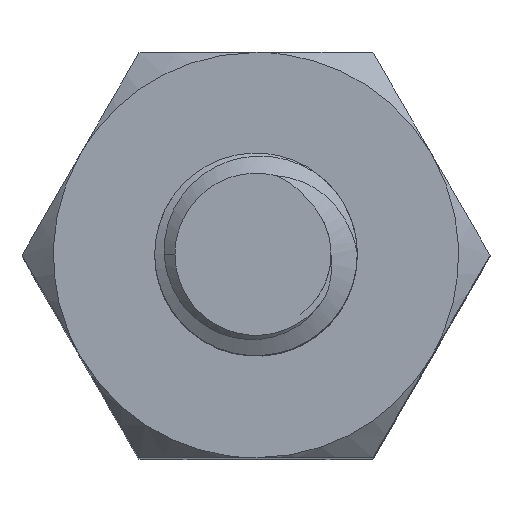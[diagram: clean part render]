
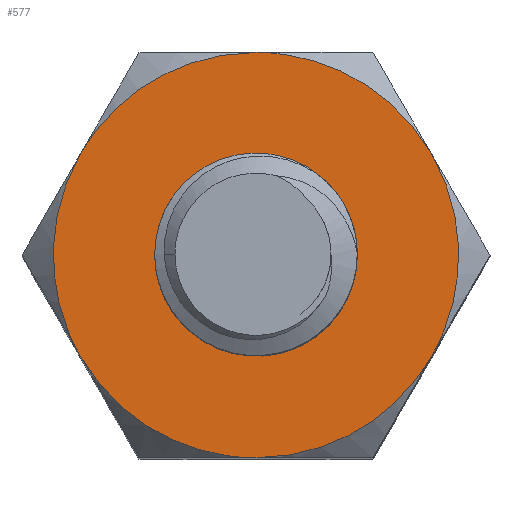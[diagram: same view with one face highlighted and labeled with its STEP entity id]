
A CAD part, top view. The second image highlights one B-rep face of the part: STEP entity #577.
In plain terms, the highlighted planar face has unit normal (0, 0, 1).
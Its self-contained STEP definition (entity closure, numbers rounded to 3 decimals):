
#11=FACE_BOUND('',#900,.T.);
#14=(
BOUNDED_CURVE()
B_SPLINE_CURVE(2,(#9419,#9420,#9421,#9422,#9423),.UNSPECIFIED.,.F.,.F.)
B_SPLINE_CURVE_WITH_KNOTS((3,2,3),(2.67,4.006,5.341),
 .UNSPECIFIED.)
CURVE()
GEOMETRIC_REPRESENTATION_ITEM()
RATIONAL_B_SPLINE_CURVE((1.,0.707,1.,0.707,1.))
REPRESENTATION_ITEM('')
);
#23=(
BOUNDED_CURVE()
B_SPLINE_CURVE(2,(#9516,#9517,#9518),.UNSPECIFIED.,.F.,.F.)
B_SPLINE_CURVE_WITH_KNOTS((3,3),(-2.094,0.),.UNSPECIFIED.)
CURVE()
GEOMETRIC_REPRESENTATION_ITEM()
RATIONAL_B_SPLINE_CURVE((1.,0.866,1.))
REPRESENTATION_ITEM('')
);
#24=(
BOUNDED_CURVE()
B_SPLINE_CURVE(2,(#9519,#9520,#9521),.UNSPECIFIED.,.F.,.F.)
B_SPLINE_CURVE_WITH_KNOTS((3,3),(-2.094,0.),.UNSPECIFIED.)
CURVE()
GEOMETRIC_REPRESENTATION_ITEM()
RATIONAL_B_SPLINE_CURVE((1.,0.866,1.))
REPRESENTATION_ITEM('')
);
#25=(
BOUNDED_CURVE()
B_SPLINE_CURVE(2,(#9522,#9523,#9524),.UNSPECIFIED.,.F.,.F.)
B_SPLINE_CURVE_WITH_KNOTS((3,3),(0.,2.094),.UNSPECIFIED.)
CURVE()
GEOMETRIC_REPRESENTATION_ITEM()
RATIONAL_B_SPLINE_CURVE((1.,0.866,1.))
REPRESENTATION_ITEM('')
);
#26=(
BOUNDED_CURVE()
B_SPLINE_CURVE(2,(#9525,#9526,#9527),.UNSPECIFIED.,.F.,.F.)
B_SPLINE_CURVE_WITH_KNOTS((3,3),(-2.094,0.),.UNSPECIFIED.)
CURVE()
GEOMETRIC_REPRESENTATION_ITEM()
RATIONAL_B_SPLINE_CURVE((1.,0.866,1.))
REPRESENTATION_ITEM('')
);
#27=(
BOUNDED_CURVE()
B_SPLINE_CURVE(2,(#9528,#9529,#9530,#9531,#9532),.UNSPECIFIED.,.F.,.F.)
B_SPLINE_CURVE_WITH_KNOTS((3,2,3),(0.,1.335,2.67),
 .UNSPECIFIED.)
CURVE()
GEOMETRIC_REPRESENTATION_ITEM()
RATIONAL_B_SPLINE_CURVE((1.,0.707,1.,0.707,1.))
REPRESENTATION_ITEM('')
);
#39=(
BOUNDED_CURVE()
B_SPLINE_CURVE(2,(#9787,#9788,#9789),.UNSPECIFIED.,.F.,.F.)
B_SPLINE_CURVE_WITH_KNOTS((3,3),(-2.094,0.),.UNSPECIFIED.)
CURVE()
GEOMETRIC_REPRESENTATION_ITEM()
RATIONAL_B_SPLINE_CURVE((1.,0.866,1.))
REPRESENTATION_ITEM('')
);
#40=(
BOUNDED_CURVE()
B_SPLINE_CURVE(2,(#9790,#9791,#9792),.UNSPECIFIED.,.F.,.F.)
B_SPLINE_CURVE_WITH_KNOTS((3,3),(-2.094,0.),.UNSPECIFIED.)
CURVE()
GEOMETRIC_REPRESENTATION_ITEM()
RATIONAL_B_SPLINE_CURVE((1.,0.866,1.))
REPRESENTATION_ITEM('')
);
#577=ADVANCED_FACE('',(#738,#11),#2832,.T.);
#738=FACE_OUTER_BOUND('',#899,.T.);
#899=EDGE_LOOP('',(#1100,#1101,#1102,#1103,#1104,#1105));
#900=EDGE_LOOP('',(#1106,#1107));
#1100=ORIENTED_EDGE('',*,*,#2002,.T.);
#1101=ORIENTED_EDGE('',*,*,#2003,.T.);
#1102=ORIENTED_EDGE('',*,*,#2004,.F.);
#1103=ORIENTED_EDGE('',*,*,#2050,.T.);
#1104=ORIENTED_EDGE('',*,*,#2051,.T.);
#1105=ORIENTED_EDGE('',*,*,#2005,.T.);
#1106=ORIENTED_EDGE('',*,*,#2006,.F.);
#1107=ORIENTED_EDGE('',*,*,#1983,.F.);
#1983=EDGE_CURVE('',#2541,#2540,#14,.T.);
#2002=EDGE_CURVE('',#2554,#2555,#23,.T.);
#2003=EDGE_CURVE('',#2555,#2531,#24,.T.);
#2004=EDGE_CURVE('',#2533,#2531,#25,.T.);
#2005=EDGE_CURVE('',#2534,#2554,#26,.T.);
#2006=EDGE_CURVE('',#2540,#2541,#27,.T.);
#2050=EDGE_CURVE('',#2533,#2548,#39,.T.);
#2051=EDGE_CURVE('',#2548,#2534,#40,.T.);
#2531=VERTEX_POINT('',#9090);
#2533=VERTEX_POINT('',#9092);
#2534=VERTEX_POINT('',#9093);
#2540=VERTEX_POINT('',#9099);
#2541=VERTEX_POINT('',#9100);
#2548=VERTEX_POINT('',#9107);
#2554=VERTEX_POINT('',#9113);
#2555=VERTEX_POINT('',#9114);
#2832=PLANE('',#2863);
#2863=AXIS2_PLACEMENT_3D('',#3135,#2877,$);
#2877=DIRECTION('',(0.,0.,1.));
#3135=CARTESIAN_POINT('',(-2.783,-2.412,10.));
#9090=CARTESIAN_POINT('',(1.732,-1.,10.));
#9092=CARTESIAN_POINT('',(1.732,1.,10.));
#9093=CARTESIAN_POINT('',(-1.732,1.,10.));
#9099=CARTESIAN_POINT('',(0.85,0.,10.));
#9100=CARTESIAN_POINT('',(-0.85,0.,10.));
#9107=CARTESIAN_POINT('',(0.,2.,10.));
#9113=CARTESIAN_POINT('',(-1.732,-1.,10.));
#9114=CARTESIAN_POINT('',(0.,-2.,10.));
#9419=CARTESIAN_POINT('',(-0.85,0.,10.));
#9420=CARTESIAN_POINT('',(-0.85,-0.85,10.));
#9421=CARTESIAN_POINT('',(0.,-0.85,10.));
#9422=CARTESIAN_POINT('',(0.85,-0.85,10.));
#9423=CARTESIAN_POINT('',(0.85,0.,10.));
#9516=CARTESIAN_POINT('',(-1.732,-1.,10.));
#9517=CARTESIAN_POINT('',(-1.155,-2.,10.));
#9518=CARTESIAN_POINT('',(0.,-2.,10.));
#9519=CARTESIAN_POINT('',(0.,-2.,10.));
#9520=CARTESIAN_POINT('',(1.155,-2.,10.));
#9521=CARTESIAN_POINT('',(1.732,-1.,10.));
#9522=CARTESIAN_POINT('',(1.732,1.,10.));
#9523=CARTESIAN_POINT('',(2.309,0.,10.));
#9524=CARTESIAN_POINT('',(1.732,-1.,10.));
#9525=CARTESIAN_POINT('',(-1.732,1.,10.));
#9526=CARTESIAN_POINT('',(-2.309,0.,10.));
#9527=CARTESIAN_POINT('',(-1.732,-1.,10.));
#9528=CARTESIAN_POINT('',(0.85,0.,10.));
#9529=CARTESIAN_POINT('',(0.85,0.85,10.));
#9530=CARTESIAN_POINT('',(0.,0.85,10.));
#9531=CARTESIAN_POINT('',(-0.85,0.85,10.));
#9532=CARTESIAN_POINT('',(-0.85,0.,10.));
#9787=CARTESIAN_POINT('',(1.732,1.,10.));
#9788=CARTESIAN_POINT('',(1.155,2.,10.));
#9789=CARTESIAN_POINT('',(0.,2.,10.));
#9790=CARTESIAN_POINT('',(0.,2.,10.));
#9791=CARTESIAN_POINT('',(-1.155,2.,10.));
#9792=CARTESIAN_POINT('',(-1.732,1.,10.));
